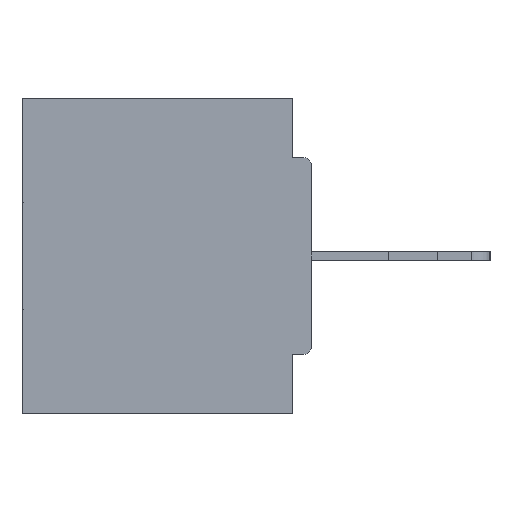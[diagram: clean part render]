
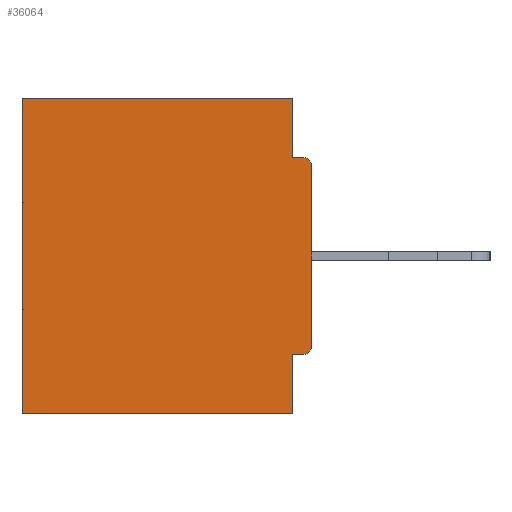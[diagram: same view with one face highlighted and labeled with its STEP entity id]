
A CAD part, left-side view. The second image highlights one B-rep face of the part: STEP entity #36064.
In plain terms, the highlighted planar face has unit normal (-1, 0, 0).
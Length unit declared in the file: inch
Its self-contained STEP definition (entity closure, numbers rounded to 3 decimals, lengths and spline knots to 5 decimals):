
#81 = PLANE ( 'NONE',  #25798 ) ;
#276 = VERTEX_POINT ( 'NONE', #25121 ) ;
#437 = VERTEX_POINT ( 'NONE', #25315 ) ;
#2041 = EDGE_CURVE ( 'NONE', #276, #28034, #31727, .T. ) ;
#2237 = AXIS2_PLACEMENT_3D ( 'NONE', #36232, #11010, #5632 ) ;
#2991 = CARTESIAN_POINT ( 'NONE',  ( 0.298, 0.015, -0.1085 ) ) ;
#3449 = VERTEX_POINT ( 'NONE', #32277 ) ;
#4289 = VERTEX_POINT ( 'NONE', #32869 ) ;
#5632 = DIRECTION ( 'NONE',  ( 0., 0., -1. ) ) ;
#5683 = LINE ( 'NONE', #31277, #14804 ) ;
#5761 = DIRECTION ( 'NONE',  ( 0., 1., 0. ) ) ;
#5817 = CARTESIAN_POINT ( 'NONE',  ( 0.298, 0.031, -0.4065 ) ) ;
#5825 = CARTESIAN_POINT ( 'NONE',  ( 0.298, 0.46, 0. ) ) ;
#6150 = CARTESIAN_POINT ( 'NONE',  ( 0.298, 0., -0.3915 ) ) ;
#6252 = CARTESIAN_POINT ( 'NONE',  ( 0.298, 0., -0.0935 ) ) ;
#6665 = DIRECTION ( 'NONE',  ( 0., 1., 0. ) ) ;
#8471 = LINE ( 'NONE', #9203, #25445 ) ;
#8850 = ORIENTED_EDGE ( 'NONE', *, *, #16415, .T. ) ;
#8916 = CARTESIAN_POINT ( 'NONE',  ( 0.298, 0., -0.5 ) ) ;
#9203 = CARTESIAN_POINT ( 'NONE',  ( 0.298, 0., 0. ) ) ;
#10205 = DIRECTION ( 'NONE',  ( 0., 0., -1. ) ) ;
#10421 = VERTEX_POINT ( 'NONE', #29699 ) ;
#11010 = DIRECTION ( 'NONE',  ( -1., 0., 0. ) ) ;
#11285 = ORIENTED_EDGE ( 'NONE', *, *, #31053, .T. ) ;
#11872 = DIRECTION ( 'NONE',  ( 0., 0., -1. ) ) ;
#12529 = ORIENTED_EDGE ( 'NONE', *, *, #27582, .F. ) ;
#13321 = VECTOR ( 'NONE', #24456, 39.37008 ) ;
#13377 = ORIENTED_EDGE ( 'NONE', *, *, #18965, .F. ) ;
#14026 = AXIS2_PLACEMENT_3D ( 'NONE', #2991, #20585, #11872 ) ;
#14322 = VECTOR ( 'NONE', #27043, 39.37008 ) ;
#14804 = VECTOR ( 'NONE', #31085, 39.37008 ) ;
#15183 = VERTEX_POINT ( 'NONE', #21628 ) ;
#15563 = CARTESIAN_POINT ( 'NONE',  ( 0.298, 0., 0. ) ) ;
#16415 = EDGE_CURVE ( 'NONE', #3449, #437, #18173, .T. ) ;
#17114 = EDGE_CURVE ( 'NONE', #276, #35417, #25316, .T. ) ;
#17178 = DIRECTION ( 'NONE',  ( 0., -1., 0. ) ) ;
#17311 = DIRECTION ( 'NONE',  ( 1., 0., 0. ) ) ;
#18173 = CIRCLE ( 'NONE', #14026, 0.015 ) ;
#18965 = EDGE_CURVE ( 'NONE', #28363, #437, #34973, .T. ) ;
#19739 = DIRECTION ( 'NONE',  ( 0., 0., -1. ) ) ;
#19885 = EDGE_CURVE ( 'NONE', #4289, #28363, #23748, .T. ) ;
#19897 = ORIENTED_EDGE ( 'NONE', *, *, #24002, .F. ) ;
#20585 = DIRECTION ( 'NONE',  ( -1., 0., 0. ) ) ;
#21628 = CARTESIAN_POINT ( 'NONE',  ( 0.298, 0.46, 0. ) ) ;
#21918 = CARTESIAN_POINT ( 'NONE',  ( 0.298, 0.031, -0.0935 ) ) ;
#21938 = EDGE_LOOP ( 'NONE', ( #8850, #13377, #27946, #32287, #11285, #19897, #12529, #22527, #25770, #25621 ) ) ;
#22334 = CARTESIAN_POINT ( 'NONE',  ( 0.298, 0., 0. ) ) ;
#22527 = ORIENTED_EDGE ( 'NONE', *, *, #2041, .F. ) ;
#23175 = CARTESIAN_POINT ( 'NONE',  ( 0.298, 0., -0.4065 ) ) ;
#23254 = VECTOR ( 'NONE', #5761, 39.37008 ) ;
#23748 = LINE ( 'NONE', #35068, #24051 ) ;
#24002 = EDGE_CURVE ( 'NONE', #35730, #10421, #32073, .T. ) ;
#24051 = VECTOR ( 'NONE', #10205, 39.37008 ) ;
#24456 = DIRECTION ( 'NONE',  ( 0., 1., 0. ) ) ;
#25121 = CARTESIAN_POINT ( 'NONE',  ( 0.298, 0.015, -0.4065 ) ) ;
#25280 = LINE ( 'NONE', #5825, #14322 ) ;
#25315 = CARTESIAN_POINT ( 'NONE',  ( 0.298, 0.015, -0.0935 ) ) ;
#25316 = CIRCLE ( 'NONE', #2237, 0.015 ) ;
#25445 = VECTOR ( 'NONE', #19739, 39.37008 ) ;
#25460 = FACE_OUTER_BOUND ( 'NONE', #21938, .T. ) ;
#25621 = ORIENTED_EDGE ( 'NONE', *, *, #27537, .F. ) ;
#25770 = ORIENTED_EDGE ( 'NONE', *, *, #17114, .T. ) ;
#25798 = AXIS2_PLACEMENT_3D ( 'NONE', #22334, #17311, #28102 ) ;
#27043 = DIRECTION ( 'NONE',  ( 0., 0., -1. ) ) ;
#27537 = EDGE_CURVE ( 'NONE', #3449, #35417, #8471, .T. ) ;
#27582 = EDGE_CURVE ( 'NONE', #28034, #35730, #5683, .T. ) ;
#27946 = ORIENTED_EDGE ( 'NONE', *, *, #19885, .F. ) ;
#28034 = VERTEX_POINT ( 'NONE', #5817 ) ;
#28102 = DIRECTION ( 'NONE',  ( 0., 0., -1. ) ) ;
#28363 = VERTEX_POINT ( 'NONE', #21918 ) ;
#28553 = CARTESIAN_POINT ( 'NONE',  ( 0.298, 0.031, -0.5 ) ) ;
#29437 = VECTOR ( 'NONE', #6665, 39.37008 ) ;
#29699 = CARTESIAN_POINT ( 'NONE',  ( 0.298, 0.46, -0.5 ) ) ;
#31053 = EDGE_CURVE ( 'NONE', #15183, #10421, #25280, .T. ) ;
#31085 = DIRECTION ( 'NONE',  ( 0., 0., -1. ) ) ;
#31277 = CARTESIAN_POINT ( 'NONE',  ( 0.298, 0.031, -0.5 ) ) ;
#31727 = LINE ( 'NONE', #23175, #23254 ) ;
#32073 = LINE ( 'NONE', #8916, #29437 ) ;
#32277 = CARTESIAN_POINT ( 'NONE',  ( 0.298, 0., -0.1085 ) ) ;
#32287 = ORIENTED_EDGE ( 'NONE', *, *, #35520, .T. ) ;
#32289 = LINE ( 'NONE', #15563, #13321 ) ;
#32869 = CARTESIAN_POINT ( 'NONE',  ( 0.298, 0.031, 0. ) ) ;
#34916 = VECTOR ( 'NONE', #17178, 39.37008 ) ;
#34973 = LINE ( 'NONE', #6252, #34916 ) ;
#35068 = CARTESIAN_POINT ( 'NONE',  ( 0.298, 0.031, -0.5 ) ) ;
#35417 = VERTEX_POINT ( 'NONE', #6150 ) ;
#35520 = EDGE_CURVE ( 'NONE', #4289, #15183, #32289, .T. ) ;
#35730 = VERTEX_POINT ( 'NONE', #28553 ) ;
#36064 = ADVANCED_FACE ( 'NONE', ( #25460 ), #81, .F. ) ;
#36232 = CARTESIAN_POINT ( 'NONE',  ( 0.298, 0.015, -0.3915 ) ) ;
